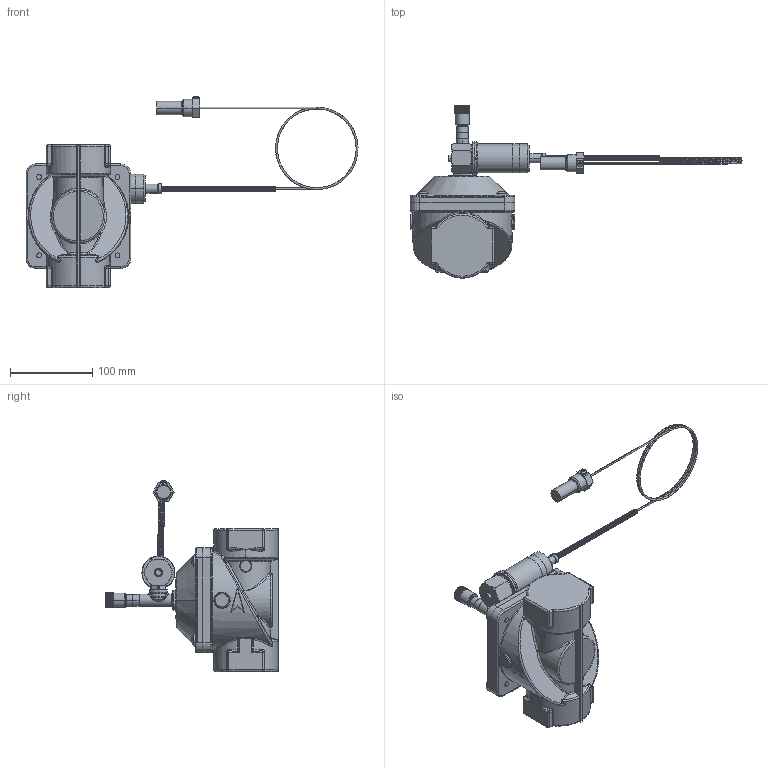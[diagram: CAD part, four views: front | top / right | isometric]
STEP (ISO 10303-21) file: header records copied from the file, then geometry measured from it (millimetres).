
FILE_DESCRIPTION (( 'STEP AP203' ), '1' );
FILE_NAME ('VIC-A-DN50_BIM_capilare.STEP', '2023-03-16T13:26:25', ( '' ), ( '' ), 'SwSTEP 2.0', 'SolidWorks 2021', '' );
FILE_SCHEMA (( 'CONFIG_CONTROL_DESIGN' ));
Products named in the file (1): VIC-A-DN50_BIM_capilare
Bounding box: 402.8 x 210.5 x 231.82 mm (x, y, z)
Volume: 1576363 mm3; surface area: 129908.7 mm2
Topology: 1 solids, 1 shells, 3220 faces, 9058 edges, 5810 vertices
Faces by surface type: plane 1948, cylinder 803, bspline 205, torus 96, cone 88, sphere 80
Entity records: 148972 total; most frequent: CARTESIAN_POINT 74605, ORIENTED_EDGE 17960, DIRECTION 13037, EDGE_CURVE 8980, VERTEX_POINT 5806, VECTOR 4513, LINE 4513, AXIS2_PLACEMENT_3D 4262
